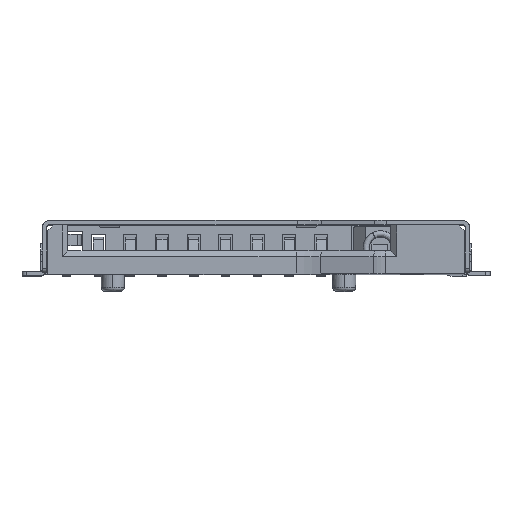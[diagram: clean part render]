
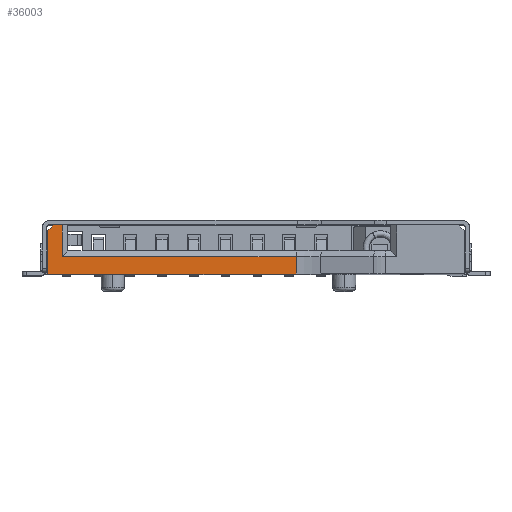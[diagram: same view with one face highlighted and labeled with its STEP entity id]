
A CAD part, top view. The second image highlights one B-rep face of the part: STEP entity #36003.
In plain terms, the highlighted planar face has unit normal (0, 0, 1).
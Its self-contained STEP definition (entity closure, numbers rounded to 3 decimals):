
#240 = VECTOR ( 'NONE', #10731, 1000. ) ;
#845 = CARTESIAN_POINT ( 'NONE',  ( -7.2, 1.5, 6.55 ) ) ;
#2528 = VERTEX_POINT ( 'NONE', #14467 ) ;
#3375 = EDGE_CURVE ( 'NONE', #24704, #6693, #19383, .T. ) ;
#5232 = LINE ( 'NONE', #29292, #42858 ) ;
#5695 = VECTOR ( 'NONE', #40093, 1000. ) ;
#6693 = VERTEX_POINT ( 'NONE', #845 ) ;
#6698 = VECTOR ( 'NONE', #24794, 1000. ) ;
#6700 = LINE ( 'NONE', #34119, #240 ) ;
#7330 = CARTESIAN_POINT ( 'NONE',  ( 0., 1.7, 6.55 ) ) ;
#7514 = CARTESIAN_POINT ( 'NONE',  ( 1.81, 0.6, 6.55 ) ) ;
#9138 = FACE_OUTER_BOUND ( 'NONE', #14375, .T. ) ;
#9340 = DIRECTION ( 'NONE',  ( 0., 0., -1. ) ) ;
#10731 = DIRECTION ( 'NONE',  ( 0., 1., 0. ) ) ;
#10806 = CARTESIAN_POINT ( 'NONE',  ( -7.1, 1.6, 6.55 ) ) ;
#11038 = DIRECTION ( 'NONE',  ( 0.707, 0.707, 0. ) ) ;
#11634 = VECTOR ( 'NONE', #18335, 1000. ) ;
#12872 = EDGE_CURVE ( 'NONE', #19078, #13922, #21711, .T. ) ;
#13543 = CARTESIAN_POINT ( 'NONE',  ( 1.388, 0., 6.55 ) ) ;
#13759 = EDGE_CURVE ( 'NONE', #13922, #44150, #43942, .T. ) ;
#13916 = EDGE_CURVE ( 'NONE', #44150, #2528, #34023, .T. ) ;
#13922 = VERTEX_POINT ( 'NONE', #21652 ) ;
#13996 = ORIENTED_EDGE ( 'NONE', *, *, #13916, .F. ) ;
#14375 = EDGE_LOOP ( 'NONE', ( #21410, #25473, #25131, #27661, #13996, #19902, #25866 ) ) ;
#14467 = CARTESIAN_POINT ( 'NONE',  ( 1.388, 0.6, 6.55 ) ) ;
#15877 = CARTESIAN_POINT ( 'NONE',  ( 1.81, 1.7, 6.55 ) ) ;
#16711 = DIRECTION ( 'NONE',  ( 0., -1., 0. ) ) ;
#18335 = DIRECTION ( 'NONE',  ( 1., 0., 0. ) ) ;
#19078 = VERTEX_POINT ( 'NONE', #43078 ) ;
#19383 = LINE ( 'NONE', #22761, #5695 ) ;
#19902 = ORIENTED_EDGE ( 'NONE', *, *, #13759, .F. ) ;
#19907 = DIRECTION ( 'NONE',  ( -1., 0., 0. ) ) ;
#21324 = VECTOR ( 'NONE', #11038, 1000. ) ;
#21410 = ORIENTED_EDGE ( 'NONE', *, *, #42172, .F. ) ;
#21652 = CARTESIAN_POINT ( 'NONE',  ( -6.7, 1.7, 6.55 ) ) ;
#21711 = LINE ( 'NONE', #7330, #11634 ) ;
#22761 = CARTESIAN_POINT ( 'NONE',  ( -7.2, 1.7, 6.55 ) ) ;
#23049 = PLANE ( 'NONE',  #41095 ) ;
#24704 = VERTEX_POINT ( 'NONE', #42091 ) ;
#24794 = DIRECTION ( 'NONE',  ( 1., 0., 0. ) ) ;
#25131 = ORIENTED_EDGE ( 'NONE', *, *, #41918, .T. ) ;
#25473 = ORIENTED_EDGE ( 'NONE', *, *, #3375, .F. ) ;
#25866 = ORIENTED_EDGE ( 'NONE', *, *, #12872, .F. ) ;
#27279 = CARTESIAN_POINT ( 'NONE',  ( -6.7, 1.7, 6.55 ) ) ;
#27661 = ORIENTED_EDGE ( 'NONE', *, *, #32304, .T. ) ;
#28241 = VECTOR ( 'NONE', #16711, 1000. ) ;
#29292 = CARTESIAN_POINT ( 'NONE',  ( 0., 0., 6.55 ) ) ;
#32304 = EDGE_CURVE ( 'NONE', #44306, #2528, #6700, .T. ) ;
#34023 = LINE ( 'NONE', #7514, #6698 ) ;
#34119 = CARTESIAN_POINT ( 'NONE',  ( 1.388, 1.7, 6.55 ) ) ;
#35816 = DIRECTION ( 'NONE',  ( 1., 0., 0. ) ) ;
#36003 = ADVANCED_FACE ( 'NONE', ( #9138 ), #23049, .F. ) ;
#37595 = LINE ( 'NONE', #10806, #21324 ) ;
#40093 = DIRECTION ( 'NONE',  ( 0., 1., 0. ) ) ;
#40330 = CARTESIAN_POINT ( 'NONE',  ( -6.7, 0.6, 6.55 ) ) ;
#41095 = AXIS2_PLACEMENT_3D ( 'NONE', #15877, #9340, #19907 ) ;
#41918 = EDGE_CURVE ( 'NONE', #24704, #44306, #5232, .T. ) ;
#42091 = CARTESIAN_POINT ( 'NONE',  ( -7.2, 0., 6.55 ) ) ;
#42172 = EDGE_CURVE ( 'NONE', #6693, #19078, #37595, .T. ) ;
#42858 = VECTOR ( 'NONE', #35816, 1000. ) ;
#43078 = CARTESIAN_POINT ( 'NONE',  ( -7., 1.7, 6.55 ) ) ;
#43942 = LINE ( 'NONE', #27279, #28241 ) ;
#44150 = VERTEX_POINT ( 'NONE', #40330 ) ;
#44306 = VERTEX_POINT ( 'NONE', #13543 ) ;
